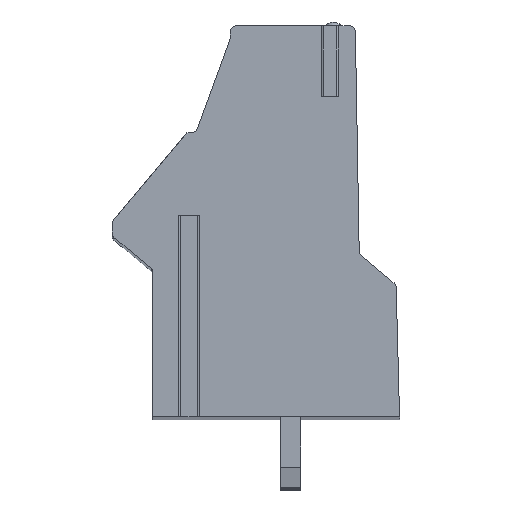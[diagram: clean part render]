
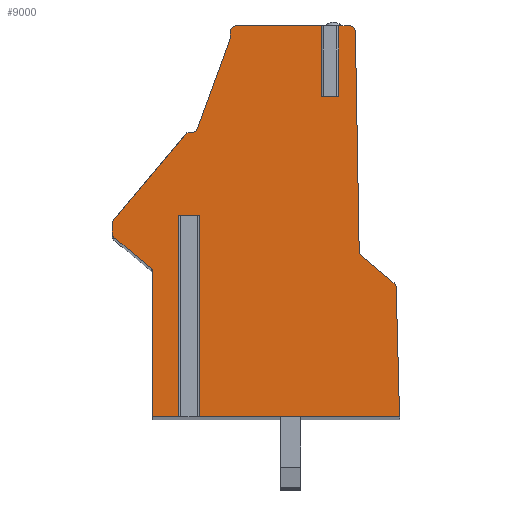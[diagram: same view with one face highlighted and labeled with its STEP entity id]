
A CAD part, top view. The second image highlights one B-rep face of the part: STEP entity #9000.
In plain terms, the highlighted planar face has unit normal (0, 0, 1).
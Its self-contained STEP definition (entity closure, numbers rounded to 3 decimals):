
#13=DIRECTION('',(-1.,0.,0.));
#14=VECTOR('',#13,0.55);
#15=CARTESIAN_POINT('',(3.708,6.127,78.74));
#16=LINE('',#15,#14);
#17=DIRECTION('',(0.,-1.,0.));
#18=VECTOR('',#17,3.5);
#19=CARTESIAN_POINT('',(3.708,9.627,78.74));
#20=LINE('',#19,#18);
#21=DIRECTION('',(-1.,0.,0.));
#22=VECTOR('',#21,0.682);
#23=CARTESIAN_POINT('',(4.39,9.627,78.74));
#24=LINE('',#23,#22);
#25=CARTESIAN_POINT('',(4.39,9.327,78.74));
#26=DIRECTION('',(0.,0.,1.));
#27=DIRECTION('',(1.,0.017,0.));
#28=AXIS2_PLACEMENT_3D('',#25,#26,#27);
#30=DIRECTION('',(-0.017,1.,0.));
#31=VECTOR('',#30,10.885);
#32=CARTESIAN_POINT('',(4.88,-1.552,78.74));
#33=LINE('',#32,#31);
#34=CARTESIAN_POINT('',(5.18,-1.546,78.74));
#35=DIRECTION('',(0.,0.,-1.));
#36=DIRECTION('',(-0.643,-0.766,0.));
#37=AXIS2_PLACEMENT_3D('',#34,#35,#36);
#39=DIRECTION('',(-0.766,0.643,0.));
#40=VECTOR('',#39,2.116);
#41=CARTESIAN_POINT('',(6.608,-3.137,78.74));
#42=LINE('',#41,#40);
#43=CARTESIAN_POINT('',(6.415,-3.366,78.74));
#44=DIRECTION('',(0.,0.,1.));
#45=DIRECTION('',(1.,0.029,0.));
#46=AXIS2_PLACEMENT_3D('',#43,#44,#45);
#48=DIRECTION('',(-0.026,1.,0.));
#49=VECTOR('',#48,6.418);
#50=CARTESIAN_POINT('',(6.883,-9.773,78.74));
#51=LINE('',#50,#49);
#52=DIRECTION('',(1.,0.,0.));
#53=VECTOR('',#52,9.952);
#54=CARTESIAN_POINT('',(-3.069,-9.773,78.74));
#55=LINE('',#54,#53);
#56=DIRECTION('',(0.,-1.,0.));
#57=VECTOR('',#56,10.);
#58=CARTESIAN_POINT('',(-3.069,0.227,78.74));
#59=LINE('',#58,#57);
#60=DIRECTION('',(-1.,0.,0.));
#61=VECTOR('',#60,0.996);
#62=CARTESIAN_POINT('',(-3.069,0.227,78.74));
#63=LINE('',#62,#61);
#64=DIRECTION('',(0.,-1.,0.));
#65=VECTOR('',#64,10.);
#66=CARTESIAN_POINT('',(-4.065,0.227,78.74));
#67=LINE('',#66,#65);
#68=DIRECTION('',(1.,0.,0.));
#69=VECTOR('',#68,1.302);
#70=CARTESIAN_POINT('',(-5.367,-9.773,78.74));
#71=LINE('',#70,#69);
#72=DIRECTION('',(0.,-1.,0.));
#73=VECTOR('',#72,7.198);
#74=CARTESIAN_POINT('',(-5.367,-2.576,78.74));
#75=LINE('',#74,#73);
#76=CARTESIAN_POINT('',(-5.567,-2.576,78.74));
#77=DIRECTION('',(0.,0.,-1.));
#78=DIRECTION('',(0.643,0.766,0.));
#79=AXIS2_PLACEMENT_3D('',#76,#77,#78);
#81=DIRECTION('',(0.766,-0.643,0.));
#82=VECTOR('',#81,2.424);
#83=CARTESIAN_POINT('',(-7.295,-0.864,78.74));
#84=LINE('',#83,#82);
#85=CARTESIAN_POINT('',(-7.167,-0.711,78.74));
#86=DIRECTION('',(0.,0.,1.));
#87=DIRECTION('',(-1.,0.,0.));
#88=AXIS2_PLACEMENT_3D('',#85,#86,#87);
#90=DIRECTION('',(0.,-1.,0.));
#91=VECTOR('',#90,0.52);
#92=CARTESIAN_POINT('',(-7.367,-0.191,78.74));
#93=LINE('',#92,#91);
#94=CARTESIAN_POINT('',(-7.067,-0.191,78.74));
#95=DIRECTION('',(0.,0.,1.));
#96=DIRECTION('',(-0.766,0.643,0.));
#97=AXIS2_PLACEMENT_3D('',#94,#95,#96);
#99=DIRECTION('',(-0.643,-0.766,0.));
#100=VECTOR('',#99,5.645);
#101=CARTESIAN_POINT('',(-3.668,4.327,78.74));
#102=LINE('',#101,#100);
#103=DIRECTION('',(-1.,0.,0.));
#104=VECTOR('',#103,0.236);
#105=CARTESIAN_POINT('',(-3.432,4.327,78.74));
#106=LINE('',#105,#104);
#107=CARTESIAN_POINT('',(-3.432,4.627,78.74));
#108=DIRECTION('',(0.,0.,-1.));
#109=DIRECTION('',(0.94,-0.342,0.));
#110=AXIS2_PLACEMENT_3D('',#107,#108,#109);
#112=DIRECTION('',(-0.342,-0.94,0.));
#113=VECTOR('',#112,4.782);
#114=CARTESIAN_POINT('',(-1.515,9.018,78.74));
#115=LINE('',#114,#113);
#116=DIRECTION('',(0.,-1.,0.));
#117=VECTOR('',#116,0.309);
#118=CARTESIAN_POINT('',(-1.515,9.327,78.74));
#119=LINE('',#118,#117);
#120=CARTESIAN_POINT('',(-1.215,9.327,78.74));
#121=DIRECTION('',(0.,0.,1.));
#122=DIRECTION('',(0.,1.,0.));
#123=AXIS2_PLACEMENT_3D('',#120,#121,#122);
#125=DIRECTION('',(-1.,0.,0.));
#126=VECTOR('',#125,4.373);
#127=CARTESIAN_POINT('',(3.158,9.627,78.74));
#128=LINE('',#127,#126);
#129=DIRECTION('',(0.,-1.,0.));
#130=VECTOR('',#129,3.5);
#131=CARTESIAN_POINT('',(3.158,9.627,78.74));
#132=LINE('',#131,#130);
#7029=CARTESIAN_POINT('',(6.883,-9.773,78.74));
#7030=CARTESIAN_POINT('',(6.715,-3.358,78.74));
#7031=VERTEX_POINT('',#7029);
#7032=VERTEX_POINT('',#7030);
#7033=CARTESIAN_POINT('',(6.608,-3.137,78.74));
#7034=VERTEX_POINT('',#7033);
#7035=CARTESIAN_POINT('',(4.987,-1.776,78.74));
#7036=VERTEX_POINT('',#7035);
#7037=CARTESIAN_POINT('',(4.88,-1.552,78.74));
#7038=VERTEX_POINT('',#7037);
#7039=CARTESIAN_POINT('',(4.69,9.332,78.74));
#7040=VERTEX_POINT('',#7039);
#7041=CARTESIAN_POINT('',(4.39,9.627,78.74));
#7042=VERTEX_POINT('',#7041);
#7043=CARTESIAN_POINT('',(-1.215,9.627,78.74));
#7044=CARTESIAN_POINT('',(-1.515,9.327,78.74));
#7045=VERTEX_POINT('',#7043);
#7046=VERTEX_POINT('',#7044);
#7047=CARTESIAN_POINT('',(-1.515,9.018,78.74));
#7048=VERTEX_POINT('',#7047);
#7049=CARTESIAN_POINT('',(-3.15,4.524,78.74));
#7050=VERTEX_POINT('',#7049);
#7051=CARTESIAN_POINT('',(-3.432,4.327,78.74));
#7052=VERTEX_POINT('',#7051);
#7053=CARTESIAN_POINT('',(-3.668,4.327,78.74));
#7054=VERTEX_POINT('',#7053);
#7055=CARTESIAN_POINT('',(-7.297,0.002,78.74));
#7056=VERTEX_POINT('',#7055);
#7057=CARTESIAN_POINT('',(-7.367,-0.191,78.74));
#7058=VERTEX_POINT('',#7057);
#7059=CARTESIAN_POINT('',(-7.367,-0.711,78.74));
#7060=VERTEX_POINT('',#7059);
#7061=CARTESIAN_POINT('',(-7.295,-0.864,78.74));
#7062=VERTEX_POINT('',#7061);
#7063=CARTESIAN_POINT('',(-5.438,-2.422,78.74));
#7064=VERTEX_POINT('',#7063);
#7065=CARTESIAN_POINT('',(-5.367,-2.576,78.74));
#7066=VERTEX_POINT('',#7065);
#7067=CARTESIAN_POINT('',(-5.367,-9.773,78.74));
#7068=VERTEX_POINT('',#7067);
#7169=CARTESIAN_POINT('',(-3.069,0.227,78.74));
#7170=CARTESIAN_POINT('',(-4.065,0.227,78.74));
#7171=VERTEX_POINT('',#7169);
#7172=VERTEX_POINT('',#7170);
#7173=CARTESIAN_POINT('',(-3.069,-9.773,78.74));
#7174=VERTEX_POINT('',#7173);
#7175=CARTESIAN_POINT('',(-4.065,-9.773,78.74));
#7176=VERTEX_POINT('',#7175);
#7213=CARTESIAN_POINT('',(3.708,6.127,78.74));
#7214=CARTESIAN_POINT('',(3.158,6.127,78.74));
#7215=VERTEX_POINT('',#7213);
#7216=VERTEX_POINT('',#7214);
#7217=CARTESIAN_POINT('',(3.158,9.627,78.74));
#7218=VERTEX_POINT('',#7217);
#7219=CARTESIAN_POINT('',(3.708,9.627,78.74));
#7220=VERTEX_POINT('',#7219);
#8937=CARTESIAN_POINT('',(0.,0.,78.74));
#8938=DIRECTION('',(0.,0.,1.));
#8939=DIRECTION('',(1.,0.,0.));
#8940=AXIS2_PLACEMENT_3D('',#8937,#8938,#8939);
#8941=PLANE('',#8940);
#8943=ORIENTED_EDGE('',*,*,#8942,.F.);
#8945=ORIENTED_EDGE('',*,*,#8944,.F.);
#8947=ORIENTED_EDGE('',*,*,#8946,.F.);
#8949=ORIENTED_EDGE('',*,*,#8948,.F.);
#8951=ORIENTED_EDGE('',*,*,#8950,.F.);
#8953=ORIENTED_EDGE('',*,*,#8952,.F.);
#8955=ORIENTED_EDGE('',*,*,#8954,.F.);
#8957=ORIENTED_EDGE('',*,*,#8956,.F.);
#8959=ORIENTED_EDGE('',*,*,#8958,.F.);
#8961=ORIENTED_EDGE('',*,*,#8960,.F.);
#8963=ORIENTED_EDGE('',*,*,#8962,.F.);
#8965=ORIENTED_EDGE('',*,*,#8964,.T.);
#8967=ORIENTED_EDGE('',*,*,#8966,.T.);
#8969=ORIENTED_EDGE('',*,*,#8968,.F.);
#8971=ORIENTED_EDGE('',*,*,#8970,.F.);
#8973=ORIENTED_EDGE('',*,*,#8972,.F.);
#8975=ORIENTED_EDGE('',*,*,#8974,.F.);
#8977=ORIENTED_EDGE('',*,*,#8976,.F.);
#8979=ORIENTED_EDGE('',*,*,#8978,.F.);
#8981=ORIENTED_EDGE('',*,*,#8980,.F.);
#8983=ORIENTED_EDGE('',*,*,#8982,.F.);
#8985=ORIENTED_EDGE('',*,*,#8984,.F.);
#8987=ORIENTED_EDGE('',*,*,#8986,.F.);
#8989=ORIENTED_EDGE('',*,*,#8988,.F.);
#8991=ORIENTED_EDGE('',*,*,#8990,.F.);
#8993=ORIENTED_EDGE('',*,*,#8992,.F.);
#8995=ORIENTED_EDGE('',*,*,#8994,.F.);
#8997=ORIENTED_EDGE('',*,*,#8996,.T.);
#8998=EDGE_LOOP('',(#8943,#8945,#8947,#8949,#8951,#8953,#8955,#8957,#8959,#8961,
#8963,#8965,#8967,#8969,#8971,#8973,#8975,#8977,#8979,#8981,#8983,#8985,#8987,
#8989,#8991,#8993,#8995,#8997));
#8999=FACE_OUTER_BOUND('',#8998,.F.);
#29=CIRCLE('',#28,0.3);
#38=CIRCLE('',#37,0.3);
#47=CIRCLE('',#46,0.3);
#80=CIRCLE('',#79,0.2);
#89=CIRCLE('',#88,0.2);
#98=CIRCLE('',#97,0.3);
#111=CIRCLE('',#110,0.3);
#124=CIRCLE('',#123,0.3);
#8942=EDGE_CURVE('',#7215,#7216,#16,.T.);
#8944=EDGE_CURVE('',#7220,#7215,#20,.T.);
#8946=EDGE_CURVE('',#7042,#7220,#24,.T.);
#8948=EDGE_CURVE('',#7040,#7042,#29,.T.);
#8950=EDGE_CURVE('',#7038,#7040,#33,.T.);
#8952=EDGE_CURVE('',#7036,#7038,#38,.T.);
#8954=EDGE_CURVE('',#7034,#7036,#42,.T.);
#8956=EDGE_CURVE('',#7032,#7034,#47,.T.);
#8958=EDGE_CURVE('',#7031,#7032,#51,.T.);
#8960=EDGE_CURVE('',#7174,#7031,#55,.T.);
#8962=EDGE_CURVE('',#7171,#7174,#59,.T.);
#8964=EDGE_CURVE('',#7171,#7172,#63,.T.);
#8966=EDGE_CURVE('',#7172,#7176,#67,.T.);
#8968=EDGE_CURVE('',#7068,#7176,#71,.T.);
#8970=EDGE_CURVE('',#7066,#7068,#75,.T.);
#8972=EDGE_CURVE('',#7064,#7066,#80,.T.);
#8974=EDGE_CURVE('',#7062,#7064,#84,.T.);
#8976=EDGE_CURVE('',#7060,#7062,#89,.T.);
#8978=EDGE_CURVE('',#7058,#7060,#93,.T.);
#8980=EDGE_CURVE('',#7056,#7058,#98,.T.);
#8982=EDGE_CURVE('',#7054,#7056,#102,.T.);
#8984=EDGE_CURVE('',#7052,#7054,#106,.T.);
#8986=EDGE_CURVE('',#7050,#7052,#111,.T.);
#8988=EDGE_CURVE('',#7048,#7050,#115,.T.);
#8990=EDGE_CURVE('',#7046,#7048,#119,.T.);
#8992=EDGE_CURVE('',#7045,#7046,#124,.T.);
#8994=EDGE_CURVE('',#7218,#7045,#128,.T.);
#8996=EDGE_CURVE('',#7218,#7216,#132,.T.);
#9000=ADVANCED_FACE('',(#8999),#8941,.T.);
